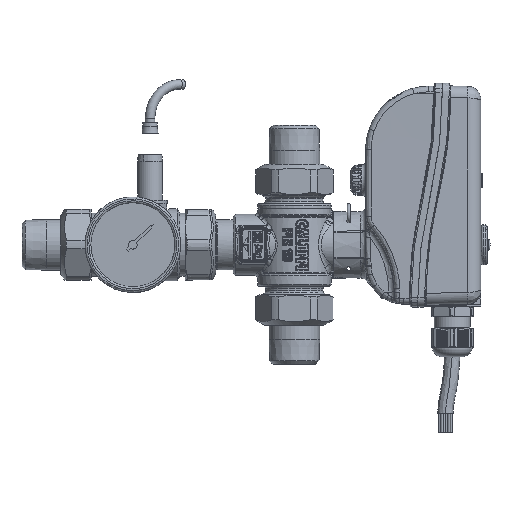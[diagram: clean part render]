
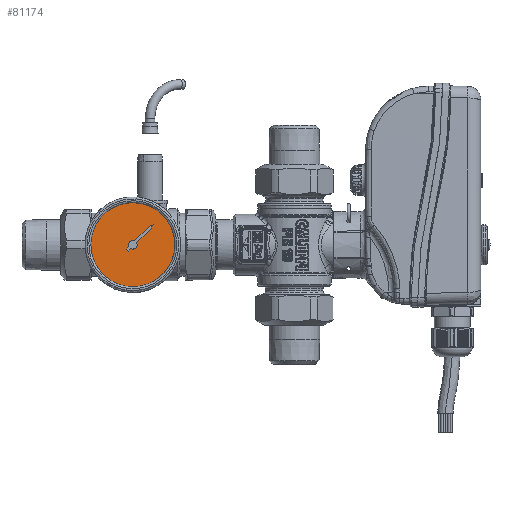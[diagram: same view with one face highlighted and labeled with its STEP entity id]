
A CAD part, top view. The second image highlights one B-rep face of the part: STEP entity #81174.
In plain terms, the highlighted planar face has unit normal (0, 0, 1).
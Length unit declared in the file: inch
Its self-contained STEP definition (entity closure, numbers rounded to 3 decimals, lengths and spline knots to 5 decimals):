
#10985=FACE_BOUND('',#18768,.T.);
#11671=PLANE('',#86054);
#13774=FACE_OUTER_BOUND('',#18767,.T.);
#18767=EDGE_LOOP('',(#61002));
#18768=EDGE_LOOP('',(#61003,#61004,#61005,#61006,#61007,#61008,#61009,#61010,
#61011));
#24588=LINE('',#123194,#28934);
#24589=LINE('',#123196,#28935);
#24590=LINE('',#123198,#28936);
#24591=LINE('',#123202,#28937);
#24592=LINE('',#123204,#28938);
#24593=LINE('',#123206,#28939);
#24594=LINE('',#123209,#28940);
#28934=VECTOR('',#95940,0.03937);
#28935=VECTOR('',#95941,0.03937);
#28936=VECTOR('',#95942,0.03937);
#28937=VECTOR('',#95945,0.03937);
#28938=VECTOR('',#95946,0.03937);
#28939=VECTOR('',#95947,0.03937);
#28940=VECTOR('',#95950,0.03937);
#31457=CIRCLE('',#86053,0.86614);
#31458=CIRCLE('',#86055,0.08858);
#31459=CIRCLE('',#86056,0.08858);
#36787=VERTEX_POINT('',#123188);
#36788=VERTEX_POINT('',#123192);
#36789=VERTEX_POINT('',#123193);
#36790=VERTEX_POINT('',#123195);
#36791=VERTEX_POINT('',#123197);
#36792=VERTEX_POINT('',#123199);
#36793=VERTEX_POINT('',#123201);
#36794=VERTEX_POINT('',#123203);
#36795=VERTEX_POINT('',#123205);
#36796=VERTEX_POINT('',#123207);
#45511=EDGE_CURVE('',#36787,#36787,#31457,.T.);
#45513=EDGE_CURVE('',#36788,#36789,#24588,.T.);
#45514=EDGE_CURVE('',#36788,#36790,#24589,.T.);
#45515=EDGE_CURVE('',#36790,#36791,#24590,.T.);
#45516=EDGE_CURVE('',#36792,#36791,#31458,.T.);
#45517=EDGE_CURVE('',#36792,#36793,#24591,.T.);
#45518=EDGE_CURVE('',#36794,#36793,#24592,.T.);
#45519=EDGE_CURVE('',#36795,#36794,#24593,.T.);
#45520=EDGE_CURVE('',#36796,#36795,#31459,.T.);
#45521=EDGE_CURVE('',#36789,#36796,#24594,.T.);
#61002=ORIENTED_EDGE('',*,*,#45511,.T.);
#61003=ORIENTED_EDGE('',*,*,#45513,.F.);
#61004=ORIENTED_EDGE('',*,*,#45514,.T.);
#61005=ORIENTED_EDGE('',*,*,#45515,.T.);
#61006=ORIENTED_EDGE('',*,*,#45516,.F.);
#61007=ORIENTED_EDGE('',*,*,#45517,.T.);
#61008=ORIENTED_EDGE('',*,*,#45518,.F.);
#61009=ORIENTED_EDGE('',*,*,#45519,.F.);
#61010=ORIENTED_EDGE('',*,*,#45520,.F.);
#61011=ORIENTED_EDGE('',*,*,#45521,.F.);
#81174=ADVANCED_FACE('',(#13774,#10985),#11671,.T.);
#86053=AXIS2_PLACEMENT_3D('',#123189,#95935,#95936);
#86054=AXIS2_PLACEMENT_3D('',#123191,#95938,#95939);
#86055=AXIS2_PLACEMENT_3D('',#123200,#95943,#95944);
#86056=AXIS2_PLACEMENT_3D('',#123208,#95948,#95949);
#95935=DIRECTION('center_axis',(0.,0.,1.));
#95936=DIRECTION('ref_axis',(-1.,0.,0.));
#95938=DIRECTION('center_axis',(0.,0.,1.));
#95939=DIRECTION('ref_axis',(0.,-1.,0.));
#95940=DIRECTION('',(-0.866,-0.5,0.));
#95941=DIRECTION('',(-0.5,-0.866,0.));
#95942=DIRECTION('',(-0.707,-0.707,0.));
#95943=DIRECTION('center_axis',(0.,0.,1.));
#95944=DIRECTION('ref_axis',(-1.,0.,0.));
#95945=DIRECTION('',(-0.707,-0.707,0.));
#95946=DIRECTION('',(0.707,-0.707,0.));
#95947=DIRECTION('',(-0.707,-0.707,0.));
#95948=DIRECTION('center_axis',(0.,0.,1.));
#95949=DIRECTION('ref_axis',(-1.,0.,0.));
#95950=DIRECTION('',(-0.707,-0.707,0.));
#123188=CARTESIAN_POINT('',(-4.08688,-0.41525,1.25984));
#123189=CARTESIAN_POINT('Origin',(-3.32677,0.,
1.25984));
#123191=CARTESIAN_POINT('Origin',(-2.46063,0.,
1.25984));
#123192=CARTESIAN_POINT('',(-2.90919,0.41758,1.25984));
#123193=CARTESIAN_POINT('',(-3.00799,0.36054,1.25984));
#123194=CARTESIAN_POINT('',(-2.95859,0.38906,1.25984));
#123195=CARTESIAN_POINT('',(-2.96623,0.31878,1.25984));
#123196=CARTESIAN_POINT('',(-2.93771,0.36818,1.25984));
#123197=CARTESIAN_POINT('',(-3.24684,0.03818,1.25984));
#123198=CARTESIAN_POINT('',(-3.10653,0.17848,1.25984));
#123199=CARTESIAN_POINT('',(-3.36495,-0.07993,1.25984));
#123200=CARTESIAN_POINT('Origin',(-3.32677,0.,
1.25984));
#123201=CARTESIAN_POINT('',(-3.41677,-0.13175,1.25984));
#123202=CARTESIAN_POINT('',(-3.39086,-0.10584,1.25984));
#123203=CARTESIAN_POINT('',(-3.45852,-0.09,1.25984));
#123204=CARTESIAN_POINT('',(-3.43765,-0.11087,1.25984));
#123205=CARTESIAN_POINT('',(-3.40671,-0.03818,1.25984));
#123206=CARTESIAN_POINT('',(-3.43262,-0.06409,1.25984));
#123207=CARTESIAN_POINT('',(-3.2886,0.07993,1.25984));
#123208=CARTESIAN_POINT('Origin',(-3.32677,0.,
1.25984));
#123209=CARTESIAN_POINT('',(-3.14829,0.22024,1.25984));
